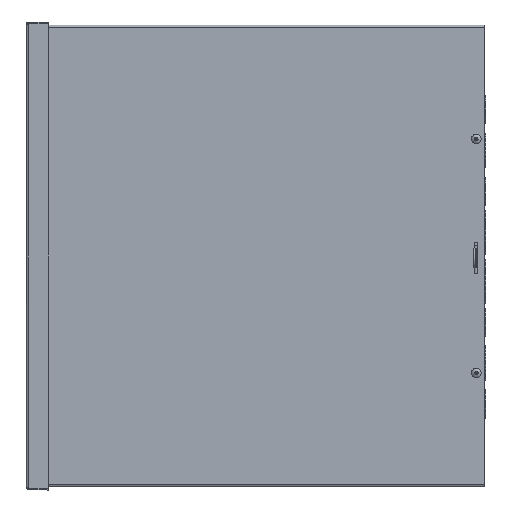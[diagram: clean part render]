
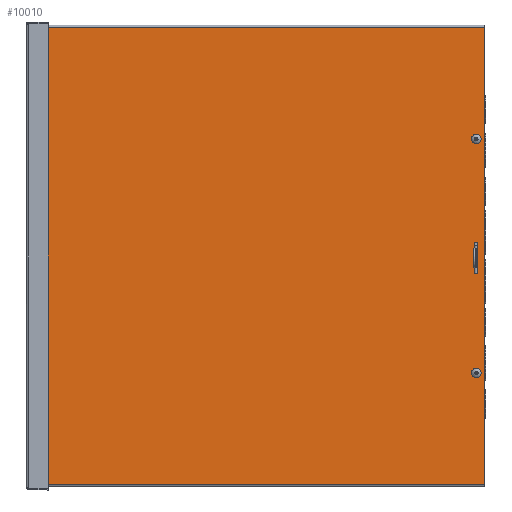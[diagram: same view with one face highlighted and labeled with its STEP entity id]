
A CAD part, front view. The second image highlights one B-rep face of the part: STEP entity #10010.
In plain terms, the highlighted face is planar.
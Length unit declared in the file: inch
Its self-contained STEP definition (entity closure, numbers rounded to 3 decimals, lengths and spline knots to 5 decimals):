
#407=FACE_BOUND('',#1830,.T.);
#408=FACE_BOUND('',#1831,.T.);
#409=FACE_BOUND('',#1832,.T.);
#410=FACE_BOUND('',#1833,.T.);
#411=FACE_BOUND('',#1834,.T.);
#719=PLANE('',#10781);
#1194=FACE_OUTER_BOUND('',#1829,.T.);
#1829=EDGE_LOOP('',(#8277,#8278,#8279,#8280));
#1830=EDGE_LOOP('',(#8281));
#1831=EDGE_LOOP('',(#8282));
#1832=EDGE_LOOP('',(#8283));
#1833=EDGE_LOOP('',(#8284));
#1834=EDGE_LOOP('',(#8285,#8286,#8287,#8288));
#2745=LINE('',#17062,#3562);
#2749=LINE('',#17070,#3566);
#2752=LINE('',#17076,#3569);
#2756=LINE('',#17082,#3573);
#2758=LINE('',#17090,#3575);
#2774=LINE('',#17131,#3591);
#2789=LINE('',#17166,#3606);
#2791=LINE('',#17169,#3608);
#3562=VECTOR('',#12857,1.25);
#3566=VECTOR('',#12863,0.15625);
#3569=VECTOR('',#12868,1.25);
#3573=VECTOR('',#12874,0.15625);
#3575=VECTOR('',#12880,18.);
#3591=VECTOR('',#12922,18.);
#3606=VECTOR('',#12961,18.1885);
#3608=VECTOR('',#12965,18.1885);
#3939=CIRCLE('',#10740,0.1565);
#3941=CIRCLE('',#10743,0.1565);
#3943=CIRCLE('',#10746,0.1565);
#3945=CIRCLE('',#10749,0.1565);
#4691=VERTEX_POINT('',#17042);
#4693=VERTEX_POINT('',#17047);
#4695=VERTEX_POINT('',#17052);
#4697=VERTEX_POINT('',#17057);
#4698=VERTEX_POINT('',#17060);
#4699=VERTEX_POINT('',#17061);
#4702=VERTEX_POINT('',#17069);
#4704=VERTEX_POINT('',#17075);
#4708=VERTEX_POINT('',#17087);
#4709=VERTEX_POINT('',#17089);
#4720=VERTEX_POINT('',#17128);
#4721=VERTEX_POINT('',#17130);
#5897=EDGE_CURVE('',#4691,#4691,#3939,.T.);
#5899=EDGE_CURVE('',#4693,#4693,#3941,.T.);
#5901=EDGE_CURVE('',#4695,#4695,#3943,.T.);
#5903=EDGE_CURVE('',#4697,#4697,#3945,.T.);
#5904=EDGE_CURVE('',#4698,#4699,#2745,.T.);
#5908=EDGE_CURVE('',#4702,#4698,#2749,.T.);
#5911=EDGE_CURVE('',#4704,#4702,#2752,.T.);
#5915=EDGE_CURVE('',#4699,#4704,#2756,.T.);
#5918=EDGE_CURVE('',#4709,#4708,#2758,.T.);
#5938=EDGE_CURVE('',#4721,#4720,#2774,.T.);
#5956=EDGE_CURVE('',#4721,#4708,#2789,.T.);
#5958=EDGE_CURVE('',#4709,#4720,#2791,.T.);
#8277=ORIENTED_EDGE('',*,*,#5938,.T.);
#8278=ORIENTED_EDGE('',*,*,#5958,.F.);
#8279=ORIENTED_EDGE('',*,*,#5918,.T.);
#8280=ORIENTED_EDGE('',*,*,#5956,.F.);
#8281=ORIENTED_EDGE('',*,*,#5897,.T.);
#8282=ORIENTED_EDGE('',*,*,#5899,.T.);
#8283=ORIENTED_EDGE('',*,*,#5901,.T.);
#8284=ORIENTED_EDGE('',*,*,#5903,.T.);
#8285=ORIENTED_EDGE('',*,*,#5904,.T.);
#8286=ORIENTED_EDGE('',*,*,#5915,.T.);
#8287=ORIENTED_EDGE('',*,*,#5911,.T.);
#8288=ORIENTED_EDGE('',*,*,#5908,.T.);
#10010=ADVANCED_FACE('',(#1194,#407,#408,#409,#410,#411),#719,.T.);
#10740=AXIS2_PLACEMENT_3D('',#17043,#12835,#12836);
#10743=AXIS2_PLACEMENT_3D('',#17048,#12841,#12842);
#10746=AXIS2_PLACEMENT_3D('',#17053,#12847,#12848);
#10749=AXIS2_PLACEMENT_3D('',#17058,#12853,#12854);
#10781=AXIS2_PLACEMENT_3D('',#17168,#12963,#12964);
#12835=DIRECTION('center_axis',(0.,0.,-1.));
#12836=DIRECTION('ref_axis',(-1.,0.,0.));
#12841=DIRECTION('center_axis',(0.,0.,-1.));
#12842=DIRECTION('ref_axis',(-1.,0.,0.));
#12847=DIRECTION('center_axis',(0.,0.,-1.));
#12848=DIRECTION('ref_axis',(-1.,0.,0.));
#12853=DIRECTION('center_axis',(0.,0.,-1.));
#12854=DIRECTION('ref_axis',(-1.,0.,0.));
#12857=DIRECTION('',(1.,0.,0.));
#12863=DIRECTION('',(0.,1.,0.));
#12868=DIRECTION('',(-1.,0.,0.));
#12874=DIRECTION('',(0.,-1.,0.));
#12880=DIRECTION('',(0.,1.,0.));
#12922=DIRECTION('',(0.,-1.,0.));
#12961=DIRECTION('',(1.,0.,0.));
#12963=DIRECTION('center_axis',(0.,0.,1.));
#12964=DIRECTION('ref_axis',(1.,0.,0.));
#12965=DIRECTION('',(-1.,0.,0.));
#17042=CARTESIAN_POINT('',(4.828,8.656,0.062));
#17043=CARTESIAN_POINT('Origin',(4.6715,8.656,0.062));
#17047=CARTESIAN_POINT('',(-4.485,8.656,0.062));
#17048=CARTESIAN_POINT('Origin',(-4.6415,8.656,0.062));
#17052=CARTESIAN_POINT('',(4.828,-8.656,0.062));
#17053=CARTESIAN_POINT('Origin',(4.6715,-8.656,0.062));
#17057=CARTESIAN_POINT('',(-4.485,-8.656,0.062));
#17058=CARTESIAN_POINT('Origin',(-4.6415,-8.656,0.062));
#17060=CARTESIAN_POINT('',(-0.6795,-8.56588,0.062));
#17061=CARTESIAN_POINT('',(0.5705,-8.56588,0.062));
#17062=CARTESIAN_POINT('',(-0.01975,-8.56588,0.062));
#17069=CARTESIAN_POINT('',(-0.6795,-8.72213,0.062));
#17070=CARTESIAN_POINT('',(-0.6795,-4.322,0.062));
#17075=CARTESIAN_POINT('',(0.5705,-8.72213,0.062));
#17076=CARTESIAN_POINT('',(-0.01975,-8.72213,0.062));
#17082=CARTESIAN_POINT('',(0.5705,-4.36106,0.062));
#17087=CARTESIAN_POINT('',(9.10925,9.,0.062));
#17089=CARTESIAN_POINT('',(9.10925,-9.,0.062));
#17090=CARTESIAN_POINT('',(9.10925,-4.5,0.062));
#17128=CARTESIAN_POINT('',(-9.07925,-9.,0.062));
#17130=CARTESIAN_POINT('',(-9.07925,9.,0.062));
#17131=CARTESIAN_POINT('',(-9.07925,4.5,0.062));
#17166=CARTESIAN_POINT('',(-9.1725,9.,0.062));
#17168=CARTESIAN_POINT('Origin',(0.015,0.,0.062));
#17169=CARTESIAN_POINT('',(9.2025,-9.,0.062));
